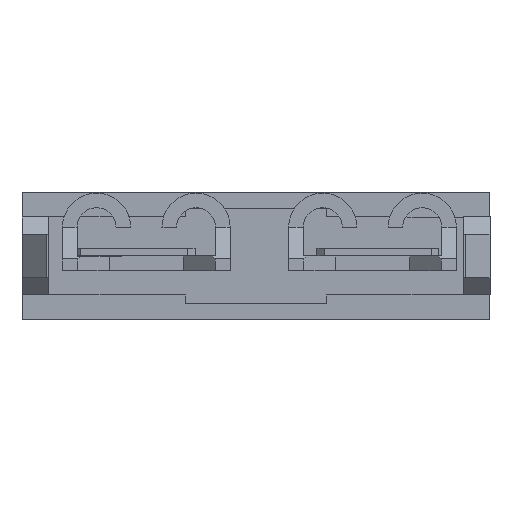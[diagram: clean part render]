
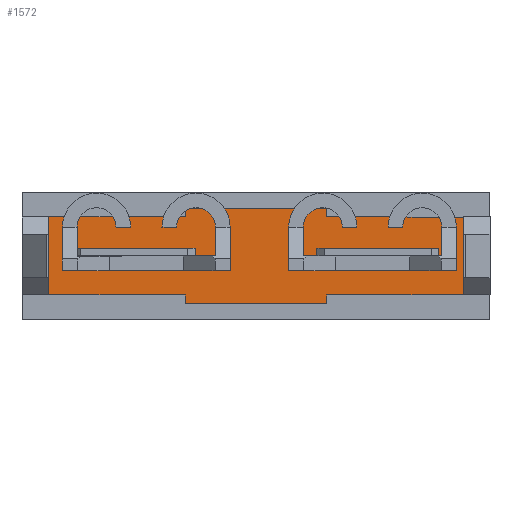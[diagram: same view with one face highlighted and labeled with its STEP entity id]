
A CAD part, front view. The second image highlights one B-rep face of the part: STEP entity #1572.
In plain terms, the highlighted planar face has unit normal (0, -1, 0).
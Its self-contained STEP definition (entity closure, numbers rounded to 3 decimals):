
#96=FACE_OUTER_BOUND('',#184,.T.);
#184=EDGE_LOOP('',(#1229,#1230,#1231,#1232,#1233,#1234,#1235,#1236,#1237,
#1238,#1239,#1240));
#311=LINE('',#2351,#521);
#314=LINE('',#2356,#524);
#316=LINE('',#2360,#526);
#318=LINE('',#2364,#528);
#320=LINE('',#2368,#530);
#322=LINE('',#2372,#532);
#324=LINE('',#2376,#534);
#326=LINE('',#2380,#536);
#328=LINE('',#2384,#538);
#330=LINE('',#2388,#540);
#332=LINE('',#2392,#542);
#334=LINE('',#2395,#544);
#521=VECTOR('',#1917,10.);
#524=VECTOR('',#1922,10.);
#526=VECTOR('',#1926,10.);
#528=VECTOR('',#1930,10.);
#530=VECTOR('',#1934,10.);
#532=VECTOR('',#1938,10.);
#534=VECTOR('',#1942,10.);
#536=VECTOR('',#1946,10.);
#538=VECTOR('',#1950,10.);
#540=VECTOR('',#1954,10.);
#542=VECTOR('',#1958,10.);
#544=VECTOR('',#1962,10.);
#711=VERTEX_POINT('',#2349);
#712=VERTEX_POINT('',#2350);
#713=VERTEX_POINT('',#2355);
#714=VERTEX_POINT('',#2359);
#715=VERTEX_POINT('',#2363);
#716=VERTEX_POINT('',#2367);
#717=VERTEX_POINT('',#2371);
#718=VERTEX_POINT('',#2375);
#719=VERTEX_POINT('',#2379);
#720=VERTEX_POINT('',#2383);
#721=VERTEX_POINT('',#2387);
#722=VERTEX_POINT('',#2391);
#883=EDGE_CURVE('',#711,#712,#311,.T.);
#886=EDGE_CURVE('',#712,#713,#314,.T.);
#888=EDGE_CURVE('',#713,#714,#316,.T.);
#890=EDGE_CURVE('',#714,#715,#318,.T.);
#892=EDGE_CURVE('',#715,#716,#320,.T.);
#894=EDGE_CURVE('',#716,#717,#322,.T.);
#896=EDGE_CURVE('',#717,#718,#324,.T.);
#898=EDGE_CURVE('',#718,#719,#326,.T.);
#900=EDGE_CURVE('',#719,#720,#328,.T.);
#902=EDGE_CURVE('',#720,#721,#330,.T.);
#904=EDGE_CURVE('',#721,#722,#332,.T.);
#906=EDGE_CURVE('',#722,#711,#334,.T.);
#1229=ORIENTED_EDGE('',*,*,#906,.T.);
#1230=ORIENTED_EDGE('',*,*,#883,.T.);
#1231=ORIENTED_EDGE('',*,*,#886,.T.);
#1232=ORIENTED_EDGE('',*,*,#888,.T.);
#1233=ORIENTED_EDGE('',*,*,#890,.T.);
#1234=ORIENTED_EDGE('',*,*,#892,.T.);
#1235=ORIENTED_EDGE('',*,*,#894,.T.);
#1236=ORIENTED_EDGE('',*,*,#896,.T.);
#1237=ORIENTED_EDGE('',*,*,#898,.T.);
#1238=ORIENTED_EDGE('',*,*,#900,.T.);
#1239=ORIENTED_EDGE('',*,*,#902,.T.);
#1240=ORIENTED_EDGE('',*,*,#904,.T.);
#1485=PLANE('',#1699);
#1572=ADVANCED_FACE('',(#96),#1485,.F.);
#1699=AXIS2_PLACEMENT_3D('',#2396,#1963,#1964);
#1917=DIRECTION('',(0.,0.,1.));
#1922=DIRECTION('',(1.,0.,0.));
#1926=DIRECTION('',(0.,0.,1.));
#1930=DIRECTION('',(-1.,0.,0.));
#1934=DIRECTION('',(0.,0.,1.));
#1938=DIRECTION('',(-1.,0.,0.));
#1942=DIRECTION('',(0.,0.,-1.));
#1946=DIRECTION('',(-1.,0.,0.));
#1950=DIRECTION('',(0.,0.,-1.));
#1954=DIRECTION('',(1.,0.,0.));
#1958=DIRECTION('',(0.,0.,-1.));
#1962=DIRECTION('',(1.,0.,0.));
#1963=DIRECTION('center_axis',(0.,1.,0.));
#1964=DIRECTION('ref_axis',(1.,0.,0.));
#2349=CARTESIAN_POINT('',(2.405,0.,-4.5));
#2350=CARTESIAN_POINT('',(2.405,0.,-4.14));
#2351=CARTESIAN_POINT('',(2.405,0.,-4.5));
#2355=CARTESIAN_POINT('',(8.005,0.,-4.14));
#2356=CARTESIAN_POINT('',(2.405,0.,-4.14));
#2359=CARTESIAN_POINT('',(8.005,0.,-0.94));
#2360=CARTESIAN_POINT('',(8.005,0.,-4.14));
#2363=CARTESIAN_POINT('',(2.405,0.,-0.94));
#2364=CARTESIAN_POINT('',(8.005,0.,-0.94));
#2367=CARTESIAN_POINT('',(2.405,0.,-0.58));
#2368=CARTESIAN_POINT('',(2.405,0.,-0.94));
#2371=CARTESIAN_POINT('',(-3.395,0.,-0.58));
#2372=CARTESIAN_POINT('',(2.405,0.,-0.58));
#2375=CARTESIAN_POINT('',(-3.395,0.,-0.94));
#2376=CARTESIAN_POINT('',(-3.395,0.,-0.58));
#2379=CARTESIAN_POINT('',(-8.995,0.,-0.94));
#2380=CARTESIAN_POINT('',(-3.395,0.,-0.94));
#2383=CARTESIAN_POINT('',(-8.995,0.,-4.14));
#2384=CARTESIAN_POINT('',(-8.995,0.,-0.94));
#2387=CARTESIAN_POINT('',(-3.395,0.,-4.14));
#2388=CARTESIAN_POINT('',(-8.995,0.,-4.14));
#2391=CARTESIAN_POINT('',(-3.395,0.,-4.5));
#2392=CARTESIAN_POINT('',(-3.395,0.,-4.14));
#2395=CARTESIAN_POINT('',(-3.395,0.,-4.5));
#2396=CARTESIAN_POINT('Origin',(-0.495,0.,-2.54));
